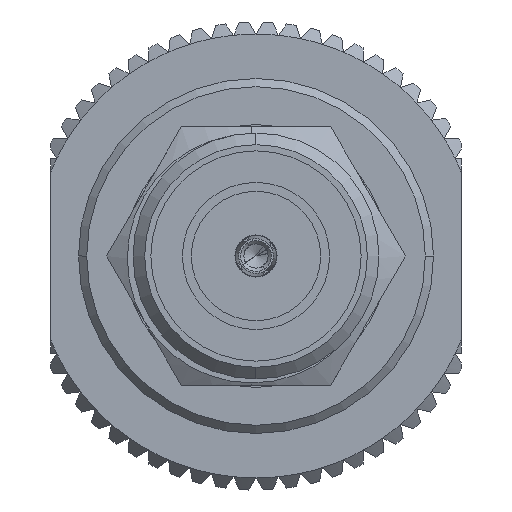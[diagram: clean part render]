
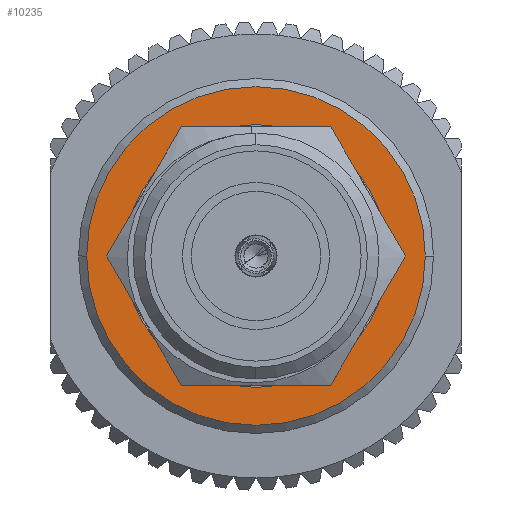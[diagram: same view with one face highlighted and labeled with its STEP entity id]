
A CAD part, left-side view. The second image highlights one B-rep face of the part: STEP entity #10235.
In plain terms, the highlighted face is planar.
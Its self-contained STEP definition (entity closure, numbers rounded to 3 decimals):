
#649 = CARTESIAN_POINT ( 'NONE',  ( 23.515, 0., 0. ) ) ;
#1988 = CIRCLE ( 'NONE', #26892, 5.236 ) ;
#2494 = CARTESIAN_POINT ( 'NONE',  ( 23.515, 0., -2.211 ) ) ;
#4809 = FACE_OUTER_BOUND ( 'NONE', #19329, .T. ) ;
#6838 = DIRECTION ( 'NONE',  ( 1., 0., 0. ) ) ;
#8790 = AXIS2_PLACEMENT_3D ( 'NONE', #25041, #19749, #25202 ) ;
#10235 = ADVANCED_FACE ( 'NONE', ( #14943, #4809 ), #17749, .T. ) ;
#10961 = DIRECTION ( 'NONE',  ( 1., 0., 0. ) ) ;
#11269 = EDGE_CURVE ( 'NONE', #22903, #11509, #19444, .T. ) ;
#11276 = CIRCLE ( 'NONE', #25050, 2.211 ) ;
#11447 = VERTEX_POINT ( 'NONE', #24183 ) ;
#11467 = ORIENTED_EDGE ( 'NONE', *, *, #23045, .F. ) ;
#11509 = VERTEX_POINT ( 'NONE', #12241 ) ;
#11872 = EDGE_LOOP ( 'NONE', ( #14177, #11467 ) ) ;
#12241 = CARTESIAN_POINT ( 'NONE',  ( 23.515, 0., 2.211 ) ) ;
#13584 = EDGE_CURVE ( 'NONE', #32471, #11447, #1988, .T. ) ;
#14177 = ORIENTED_EDGE ( 'NONE', *, *, #11269, .F. ) ;
#14872 = DIRECTION ( 'NONE',  ( 1., 0., 0. ) ) ;
#14943 = FACE_BOUND ( 'NONE', #11872, .T. ) ;
#15428 = AXIS2_PLACEMENT_3D ( 'NONE', #20162, #14872, #24968 ) ;
#15452 = CIRCLE ( 'NONE', #15428, 5.236 ) ;
#17176 = EDGE_CURVE ( 'NONE', #11447, #32471, #15452, .T. ) ;
#17269 = CARTESIAN_POINT ( 'NONE',  ( 23.515, 0., 0. ) ) ;
#17749 = PLANE ( 'NONE',  #8790 ) ;
#19329 = EDGE_LOOP ( 'NONE', ( #26767, #32275 ) ) ;
#19444 = CIRCLE ( 'NONE', #30579, 2.211 ) ;
#19749 = DIRECTION ( 'NONE',  ( 1., 0., 0. ) ) ;
#20162 = CARTESIAN_POINT ( 'NONE',  ( 23.515, 0., 0. ) ) ;
#20664 = CARTESIAN_POINT ( 'NONE',  ( 23.515, 0., -5.236 ) ) ;
#22573 = DIRECTION ( 'NONE',  ( 1., 0., 0. ) ) ;
#22903 = VERTEX_POINT ( 'NONE', #2494 ) ;
#23045 = EDGE_CURVE ( 'NONE', #11509, #22903, #11276, .T. ) ;
#23398 = DIRECTION ( 'NONE',  ( 0., 0., -1. ) ) ;
#24183 = CARTESIAN_POINT ( 'NONE',  ( 23.515, 0., 5.236 ) ) ;
#24736 = DIRECTION ( 'NONE',  ( 0., 0., -1. ) ) ;
#24968 = DIRECTION ( 'NONE',  ( 0., 0., -1. ) ) ;
#25041 = CARTESIAN_POINT ( 'NONE',  ( 23.515, 5.49, 0. ) ) ;
#25050 = AXIS2_PLACEMENT_3D ( 'NONE', #649, #10961, #23398 ) ;
#25202 = DIRECTION ( 'NONE',  ( 0., 1., 0. ) ) ;
#26767 = ORIENTED_EDGE ( 'NONE', *, *, #17176, .T. ) ;
#26892 = AXIS2_PLACEMENT_3D ( 'NONE', #29562, #6838, #27062 ) ;
#27062 = DIRECTION ( 'NONE',  ( 0., 0., -1. ) ) ;
#29562 = CARTESIAN_POINT ( 'NONE',  ( 23.515, 0., 0. ) ) ;
#30579 = AXIS2_PLACEMENT_3D ( 'NONE', #17269, #22573, #24736 ) ;
#32275 = ORIENTED_EDGE ( 'NONE', *, *, #13584, .T. ) ;
#32471 = VERTEX_POINT ( 'NONE', #20664 ) ;
